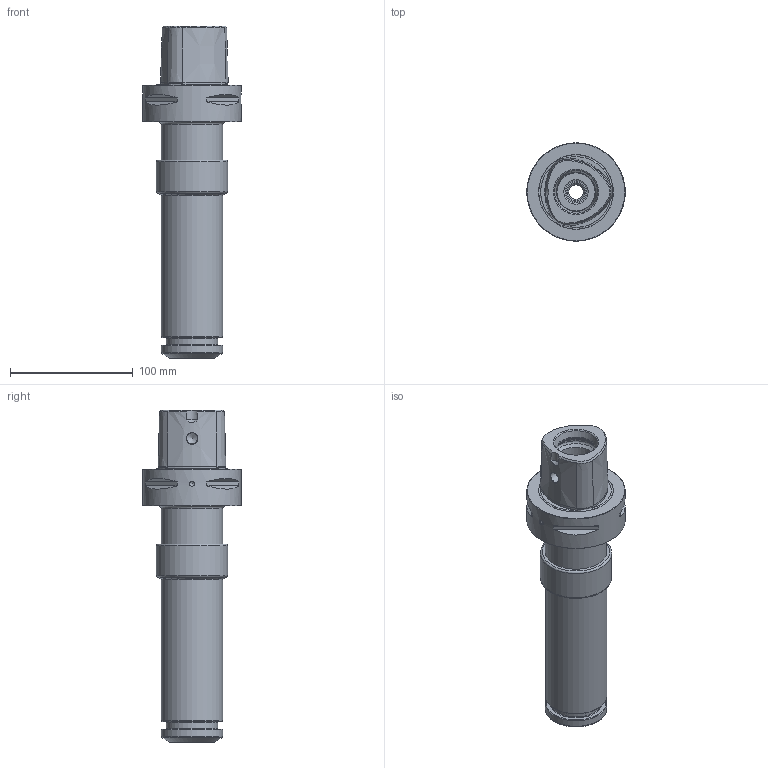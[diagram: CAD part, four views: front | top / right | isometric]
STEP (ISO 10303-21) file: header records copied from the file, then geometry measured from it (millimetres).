
FILE_DESCRIPTION(/* description */ (''),/* implementation_level */ '2;1');
FILE_NAME(/* name */ '888878060.stp',/* time_stamp */ '2023-03-15T12:30:36',/* author */ ('Ratnasingam Jekanthan'),/* organization */ ('REGO-FIX'),/* preprocessor_version */ ' Unknown',/* originating_system */ 'SIEMENS PLM Software Solid Edge ST10',/* authorization */ 'Unknown');
FILE_SCHEMA (('AUTOMOTIVE_DESIGN { 1 0 10303 214 2 1 1}'));
Length unit declared in the file: millimetre
Products named in the file (1): NOCUT
Bounding box: 80 x 80 x 270 mm (x, y, z)
Volume: 525005.7 mm3; surface area: 88053.2 mm2
Topology: 1 solids, 4 shells, 166 faces, 375 edges, 229 vertices
Faces by surface type: cone 69, cylinder 37, plane 34, torus 26
Full cylindrical faces by diameter (mm): 4 x1, 9.1 x2, 12 x1, 14 x1, 17.835 x2, 30.5 x1, 31.6 x1, 32 x2, 33 x2, 38 x1, 42 x2, 50 x6, 52.6 x1, 53 x1, 53.376 x1, 55 x1, 58 x1, 80 x1
Entity records: 5273 total; most frequent: CARTESIAN_POINT 860, DIRECTION 714, ORIENTED_EDGE 514, AXIS2_PLACEMENT_3D 330, FACE_BOUND 277, EDGE_LOOP 274, EDGE_CURVE 257, VERTEX_POINT 200
